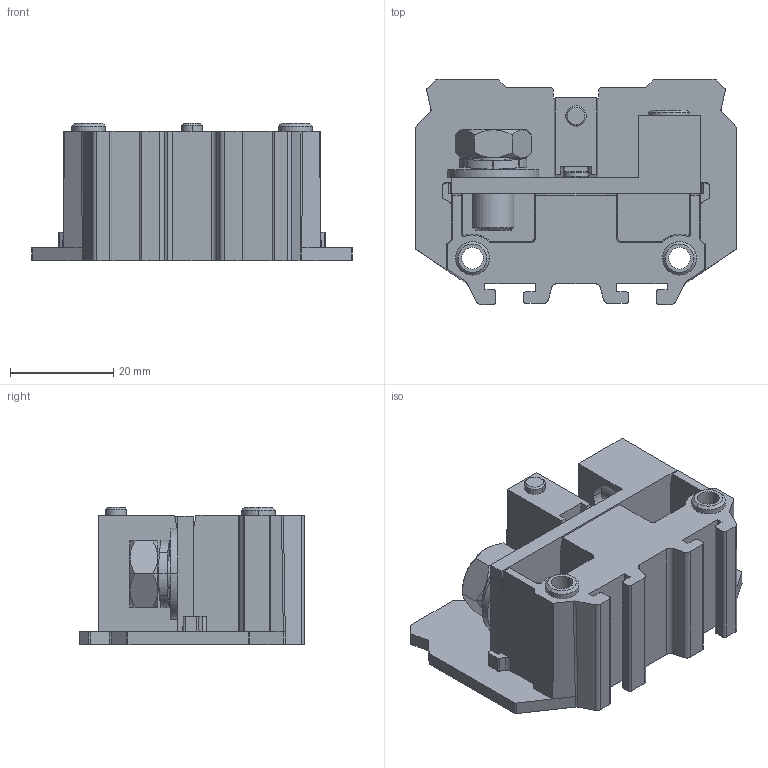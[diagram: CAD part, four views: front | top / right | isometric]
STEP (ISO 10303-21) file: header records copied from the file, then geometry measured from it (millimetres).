
FILE_DESCRIPTION((''),'2;1');
FILE_NAME('UTD-100I／2X25','2024-08-30T',('Administrator'),(''),'PRO/ENGINEER BY PARAMETRIC TECHNOLOGY CORPORATION, 2013230','PRO/ENGINEER BY PARAMETRIC TECHNOLOGY CORPORATION, 2013230','');
FILE_SCHEMA(('CONFIG_CONTROL_DESIGN'));
Length unit declared in the file: millimetre
Products named in the file (1): UTD-100Iㄞ2X25
Bounding box: 62 x 43.5 x 26.5 mm (x, y, z)
Volume: 28592.5 mm3; surface area: 16670.7 mm2
Topology: 1 solids, 1 shells, 358 faces, 948 edges, 593 vertices
Faces by surface type: plane 168, cylinder 97, cone 44, bspline 37, torus 8, sphere 4
Entity records: 15192 total; most frequent: CARTESIAN_POINT 4251, ORIENTED_EDGE 1876, DIRECTION 1658, EDGE_CURVE 938, VERTEX_POINT 593, VECTOR 568, LINE 568, AXIS2_PLACEMENT_3D 545
